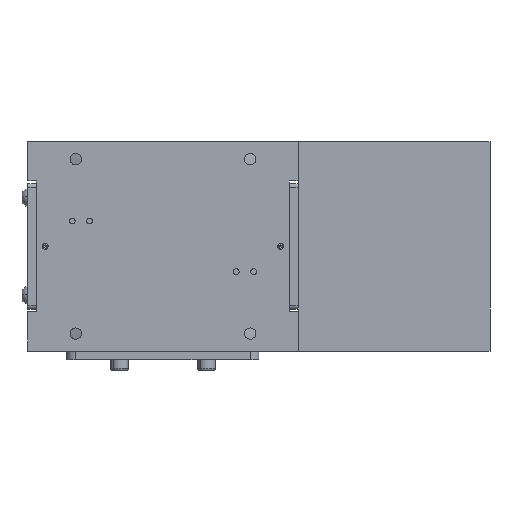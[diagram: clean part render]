
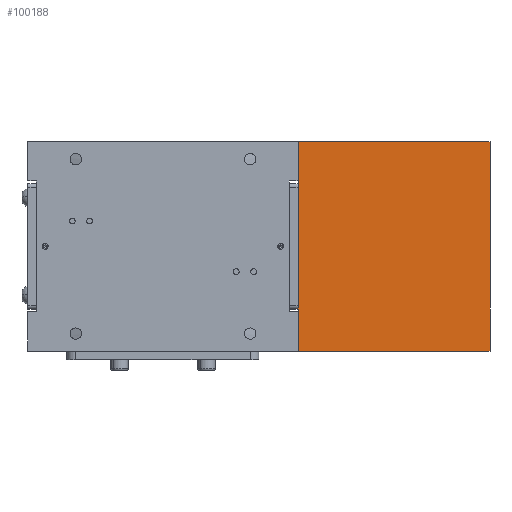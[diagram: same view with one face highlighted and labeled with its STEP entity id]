
A CAD part, front view. The second image highlights one B-rep face of the part: STEP entity #100188.
In plain terms, the highlighted planar face has unit normal (0, -1, 0).
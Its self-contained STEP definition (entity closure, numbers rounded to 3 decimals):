
#3468 = DIRECTION ( 'NONE',  ( 0., 0., -1. ) ) ;
#4464 = CARTESIAN_POINT ( 'NONE',  ( -16.854, -18.106, -54.501 ) ) ;
#11474 = FACE_OUTER_BOUND ( 'NONE', #56475, .T. ) ;
#11977 = CARTESIAN_POINT ( 'NONE',  ( -16.854, -18.106, -54.501 ) ) ;
#15427 = VECTOR ( 'NONE', #56605, 1000. ) ;
#18746 = EDGE_CURVE ( 'NONE', #88139, #72945, #54590, .T. ) ;
#23144 = CARTESIAN_POINT ( 'NONE',  ( 93.146, -18.106, -54.501 ) ) ;
#25350 = EDGE_CURVE ( 'NONE', #35237, #88139, #44248, .T. ) ;
#27877 = CARTESIAN_POINT ( 'NONE',  ( -16.854, -18.106, 65.499 ) ) ;
#28013 = DIRECTION ( 'NONE',  ( 0., 0., -1. ) ) ;
#35237 = VERTEX_POINT ( 'NONE', #72875 ) ;
#35617 = DIRECTION ( 'NONE',  ( -1., 0., 0. ) ) ;
#38749 = VECTOR ( 'NONE', #35617, 1000. ) ;
#44248 = LINE ( 'NONE', #4464, #77187 ) ;
#46852 = CARTESIAN_POINT ( 'NONE',  ( -16.854, -18.106, -54.501 ) ) ;
#52370 = ORIENTED_EDGE ( 'NONE', *, *, #86396, .T. ) ;
#53155 = LINE ( 'NONE', #84650, #59038 ) ;
#54590 = LINE ( 'NONE', #46852, #15427 ) ;
#56475 = EDGE_LOOP ( 'NONE', ( #74202, #52370, #96082, #76008 ) ) ;
#56605 = DIRECTION ( 'NONE',  ( 1., 0., 0. ) ) ;
#59038 = VECTOR ( 'NONE', #69683, 1000. ) ;
#67190 = AXIS2_PLACEMENT_3D ( 'NONE', #11977, #67265, #28013 ) ;
#67265 = DIRECTION ( 'NONE',  ( 0., -1., 0. ) ) ;
#69683 = DIRECTION ( 'NONE',  ( 0., 0., 1. ) ) ;
#72875 = CARTESIAN_POINT ( 'NONE',  ( -16.854, -18.106, 65.499 ) ) ;
#72945 = VERTEX_POINT ( 'NONE', #23144 ) ;
#72973 = PLANE ( 'NONE',  #67190 ) ;
#74202 = ORIENTED_EDGE ( 'NONE', *, *, #18746, .T. ) ;
#76008 = ORIENTED_EDGE ( 'NONE', *, *, #25350, .T. ) ;
#76715 = EDGE_CURVE ( 'NONE', #99844, #35237, #82101, .T. ) ;
#77187 = VECTOR ( 'NONE', #3468, 1000. ) ;
#79217 = CARTESIAN_POINT ( 'NONE',  ( -16.854, -18.106, -54.501 ) ) ;
#82101 = LINE ( 'NONE', #27877, #38749 ) ;
#84650 = CARTESIAN_POINT ( 'NONE',  ( 93.146, -18.106, -54.501 ) ) ;
#86396 = EDGE_CURVE ( 'NONE', #72945, #99844, #53155, .T. ) ;
#87527 = CARTESIAN_POINT ( 'NONE',  ( 93.146, -18.106, 65.499 ) ) ;
#88139 = VERTEX_POINT ( 'NONE', #79217 ) ;
#96082 = ORIENTED_EDGE ( 'NONE', *, *, #76715, .T. ) ;
#99844 = VERTEX_POINT ( 'NONE', #87527 ) ;
#100188 = ADVANCED_FACE ( 'NONE', ( #11474 ), #72973, .T. ) ;
